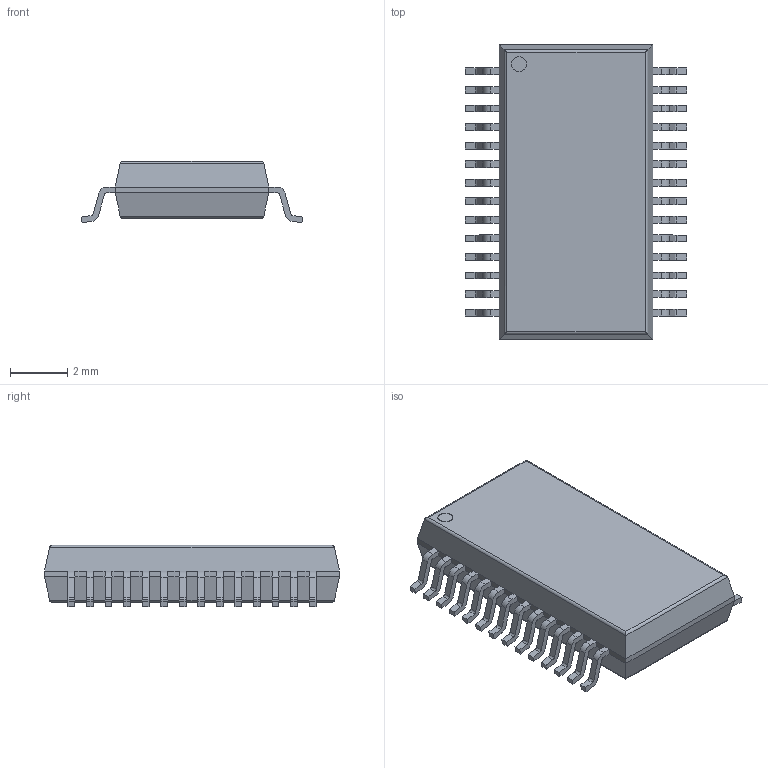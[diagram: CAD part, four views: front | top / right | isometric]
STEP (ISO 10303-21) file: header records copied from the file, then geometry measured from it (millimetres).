
FILE_DESCRIPTION (( 'STEP AP214' ), '1' );
FILE_NAME ('PCB1.step', '2014-08-11T19:20:57', ( '' ), ( '' ), 'SwSTEP 2.0', 'SolidWorks 2012', '' );
FILE_SCHEMA (( 'AUTOMOTIVE_DESIGN' ));
Length unit declared in the file: millimetre
Products named in the file (3): Designator7; User_Library-SSOP-28-FT232RL; PCB1
Assembly tree (2 placements, depth 3):
  PCB1
    Designator7
      User_Library-SSOP-28-FT232RL
Bounding box: 7.76 x 10.33 x 2.15 mm (x, y, z)
Volume: 108.2 mm3; surface area: 206.3 mm2
Topology: 1 solids, 1 shells, 417 faces, 1114 edges, 700 vertices
Faces by surface type: plane 295, cylinder 122
Entity records: 17451 total; most frequent: CARTESIAN_POINT 2261, ORIENTED_EDGE 2228, DIRECTION 2180, EDGE_CURVE 1114, LINE 878, VECTOR 878, VERTEX_POINT 700, AXIS2_PLACEMENT_3D 651
